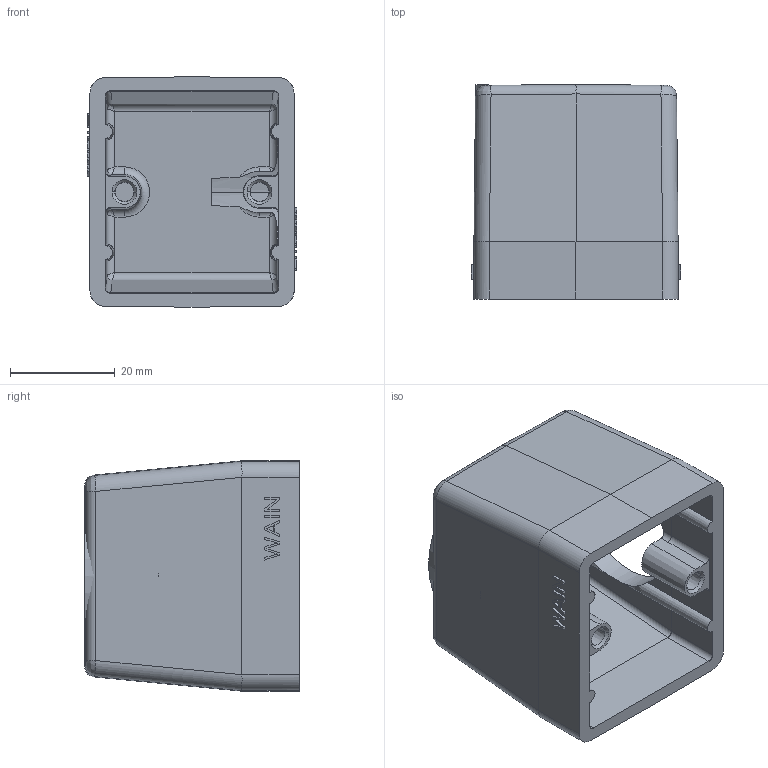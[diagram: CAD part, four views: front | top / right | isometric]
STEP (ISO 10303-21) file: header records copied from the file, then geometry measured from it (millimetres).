
FILE_DESCRIPTION((''),'2;1');
FILE_NAME('H2M-SE','2019-05-16T',('lj.zou'),(''),'PRO/ENGINEER BY PARAMETRIC TECHNOLOGY CORPORATION, 2012480','PRO/ENGINEER BY PARAMETRIC TECHNOLOGY CORPORATION, 2012480','');
FILE_SCHEMA(('CONFIG_CONTROL_DESIGN'));
Length unit declared in the file: millimetre
Products named in the file (1): H2M-SE
Bounding box: 40 x 41 x 44 mm (x, y, z)
Volume: 21668.1 mm3; surface area: 14775 mm2
Topology: 1 solids, 2 shells, 226 faces, 603 edges, 390 vertices
Faces by surface type: plane 130, cylinder 49, bspline 16, cone 14, extrusion 14, torus 3
Entity records: 8162 total; most frequent: CARTESIAN_POINT 2731, ORIENTED_EDGE 1204, DIRECTION 953, EDGE_CURVE 603, VECTOR 403, VERTEX_POINT 390, LINE 389, AXIS2_PLACEMENT_3D 275
